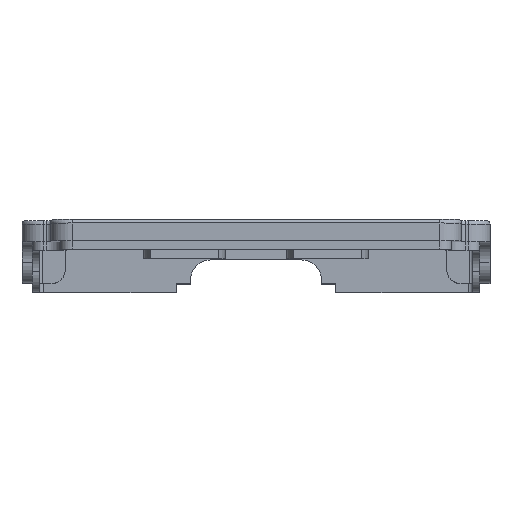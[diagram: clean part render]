
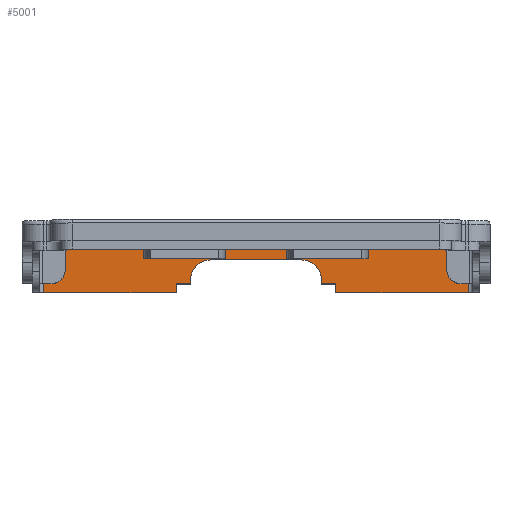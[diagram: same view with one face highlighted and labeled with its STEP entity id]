
A CAD part, top view. The second image highlights one B-rep face of the part: STEP entity #5001.
In plain terms, the highlighted planar face has unit normal (0, 0, 1).
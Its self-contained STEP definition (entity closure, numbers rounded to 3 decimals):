
#254=PLANE('',#5474);
#447=LINE('',#7835,#887);
#451=LINE('',#7844,#891);
#458=LINE('',#7858,#898);
#464=LINE('',#7873,#904);
#471=LINE('',#7891,#911);
#484=LINE('',#7936,#924);
#488=LINE('',#7949,#928);
#546=LINE('',#8156,#986);
#550=LINE('',#8167,#990);
#661=LINE('',#8430,#1101);
#662=LINE('',#8433,#1102);
#663=LINE('',#8434,#1103);
#887=VECTOR('',#6123,10.);
#891=VECTOR('',#6129,10.);
#898=VECTOR('',#6138,10.);
#904=VECTOR('',#6150,10.);
#911=VECTOR('',#6165,10.);
#924=VECTOR('',#6212,10.);
#928=VECTOR('',#6224,10.);
#986=VECTOR('',#6420,10.);
#990=VECTOR('',#6432,10.);
#1101=VECTOR('',#6693,10.);
#1102=VECTOR('',#6696,10.);
#1103=VECTOR('',#6697,10.);
#1447=FACE_OUTER_BOUND('',#1753,.T.);
#1753=EDGE_LOOP('',(#4172,#4173,#4174,#4175,#4176,#4177,#4178,#4179,#4180,
#4181,#4182,#4183,#4184,#4185));
#2006=CIRCLE('',#5392,1.38);
#2008=CIRCLE('',#5396,1.38);
#2297=VERTEX_POINT('',#7833);
#2298=VERTEX_POINT('',#7834);
#2301=VERTEX_POINT('',#7842);
#2302=VERTEX_POINT('',#7843);
#2306=VERTEX_POINT('',#7852);
#2308=VERTEX_POINT('',#7856);
#2321=VERTEX_POINT('',#7889);
#2336=VERTEX_POINT('',#7935);
#2341=VERTEX_POINT('',#7948);
#2419=VERTEX_POINT('',#8149);
#2421=VERTEX_POINT('',#8155);
#2423=VERTEX_POINT('',#8161);
#2501=VERTEX_POINT('',#8428);
#2502=VERTEX_POINT('',#8432);
#2813=EDGE_CURVE('',#2297,#2298,#447,.T.);
#2817=EDGE_CURVE('',#2301,#2302,#451,.T.);
#2824=EDGE_CURVE('',#2308,#2306,#458,.F.);
#2832=EDGE_CURVE('',#2302,#2306,#464,.T.);
#2841=EDGE_CURVE('',#2321,#2298,#471,.T.);
#2864=EDGE_CURVE('',#2336,#2297,#484,.T.);
#2870=EDGE_CURVE('',#2301,#2341,#488,.T.);
#2967=EDGE_CURVE('',#2419,#2308,#2006,.F.);
#2970=EDGE_CURVE('',#2421,#2419,#546,.F.);
#2973=EDGE_CURVE('',#2423,#2421,#2008,.F.);
#2976=EDGE_CURVE('',#2336,#2423,#550,.F.);
#3110=EDGE_CURVE('',#2341,#2501,#661,.T.);
#3111=EDGE_CURVE('',#2501,#2502,#662,.T.);
#3112=EDGE_CURVE('',#2502,#2321,#663,.T.);
#4172=ORIENTED_EDGE('',*,*,#3111,.F.);
#4173=ORIENTED_EDGE('',*,*,#3110,.F.);
#4174=ORIENTED_EDGE('',*,*,#2870,.F.);
#4175=ORIENTED_EDGE('',*,*,#2817,.T.);
#4176=ORIENTED_EDGE('',*,*,#2832,.T.);
#4177=ORIENTED_EDGE('',*,*,#2824,.F.);
#4178=ORIENTED_EDGE('',*,*,#2967,.F.);
#4179=ORIENTED_EDGE('',*,*,#2970,.F.);
#4180=ORIENTED_EDGE('',*,*,#2973,.F.);
#4181=ORIENTED_EDGE('',*,*,#2976,.F.);
#4182=ORIENTED_EDGE('',*,*,#2864,.T.);
#4183=ORIENTED_EDGE('',*,*,#2813,.T.);
#4184=ORIENTED_EDGE('',*,*,#2841,.F.);
#4185=ORIENTED_EDGE('',*,*,#3112,.F.);
#5001=ADVANCED_FACE('',(#1447),#254,.F.);
#5392=AXIS2_PLACEMENT_3D('',#8150,#6413,#6414);
#5396=AXIS2_PLACEMENT_3D('',#8162,#6425,#6426);
#5474=AXIS2_PLACEMENT_3D('',#8431,#6694,#6695);
#6123=DIRECTION('',(0.,-1.,0.));
#6129=DIRECTION('',(0.,1.,0.));
#6138=DIRECTION('',(0.,1.,0.));
#6150=DIRECTION('',(1.,0.,0.));
#6165=DIRECTION('',(-1.,0.,0.));
#6212=DIRECTION('',(1.,0.,0.));
#6224=DIRECTION('',(-1.,0.,0.));
#6413=DIRECTION('center_axis',(0.,0.,
-1.));
#6414=DIRECTION('ref_axis',(-1.,0.,0.));
#6420=DIRECTION('',(1.,0.,0.));
#6425=DIRECTION('center_axis',(0.,0.,
-1.));
#6426=DIRECTION('ref_axis',(0.,1.,0.));
#6432=DIRECTION('',(0.,-1.,0.));
#6693=DIRECTION('',(0.,1.,0.));
#6694=DIRECTION('center_axis',(0.,0.,
-1.));
#6695=DIRECTION('ref_axis',(-1.,0.,0.));
#6696=DIRECTION('',(1.,0.,0.));
#6697=DIRECTION('',(0.,-1.,0.));
#7833=CARTESIAN_POINT('',(58.02,-8.445,-14.768));
#7834=CARTESIAN_POINT('',(58.02,-9.045,-14.768));
#7835=CARTESIAN_POINT('',(58.02,-8.745,-14.768));
#7842=CARTESIAN_POINT('',(46.88,-9.045,-14.768));
#7843=CARTESIAN_POINT('',(46.88,-8.445,-14.768));
#7844=CARTESIAN_POINT('',(46.88,-8.745,-14.768));
#7852=CARTESIAN_POINT('',(47.88,-8.445,-14.768));
#7856=CARTESIAN_POINT('',(47.88,-8.145,-14.768));
#7858=CARTESIAN_POINT('',(47.88,-8.295,-14.768));
#7873=CARTESIAN_POINT('',(50.165,-8.445,-14.768));
#7889=CARTESIAN_POINT('',(67.3,-9.045,-14.768));
#7891=CARTESIAN_POINT('',(67.3,-9.045,-14.768));
#7935=CARTESIAN_POINT('',(57.02,-8.445,-14.768));
#7936=CARTESIAN_POINT('',(50.165,-8.445,-14.768));
#7948=CARTESIAN_POINT('',(37.6,-9.045,-14.768));
#7949=CARTESIAN_POINT('',(47.88,-9.045,-14.768));
#8149=CARTESIAN_POINT('',(49.26,-6.765,-14.768));
#8150=CARTESIAN_POINT('Origin',(49.26,-8.145,-14.768));
#8155=CARTESIAN_POINT('',(55.64,-6.765,-14.768));
#8156=CARTESIAN_POINT('',(51.76,-6.765,-14.768));
#8161=CARTESIAN_POINT('',(57.02,-8.145,-14.768));
#8162=CARTESIAN_POINT('Origin',(55.64,-8.145,-14.768));
#8167=CARTESIAN_POINT('',(57.02,-8.595,-14.768));
#8428=CARTESIAN_POINT('',(37.6,-5.55,-14.768));
#8430=CARTESIAN_POINT('',(37.6,-8.445,-14.768));
#8431=CARTESIAN_POINT('Origin',(47.88,-8.445,-14.768));
#8432=CARTESIAN_POINT('',(67.3,-5.55,-14.768));
#8433=CARTESIAN_POINT('',(50.165,-5.55,-14.768));
#8434=CARTESIAN_POINT('',(67.3,-8.445,-14.768));
